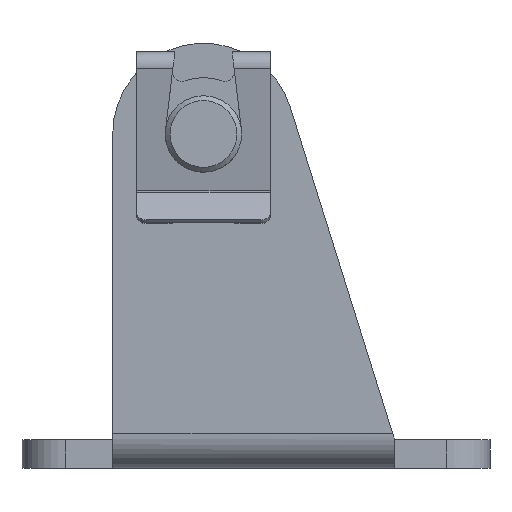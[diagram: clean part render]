
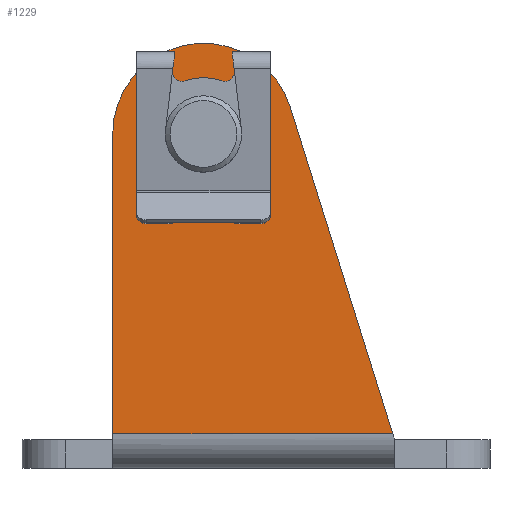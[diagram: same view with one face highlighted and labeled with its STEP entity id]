
A CAD part, top view. The second image highlights one B-rep face of the part: STEP entity #1229.
In plain terms, the highlighted planar face has unit normal (0, 0, 1).
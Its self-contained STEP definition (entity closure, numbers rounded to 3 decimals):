
#93=CIRCLE('',#1344,9.5);
#96=CIRCLE('',#1353,4.);
#200=ORIENTED_EDGE('',*,*,#536,.T.);
#201=ORIENTED_EDGE('',*,*,#499,.F.);
#202=ORIENTED_EDGE('',*,*,#513,.F.);
#203=ORIENTED_EDGE('',*,*,#530,.F.);
#204=ORIENTED_EDGE('',*,*,#523,.T.);
#499=EDGE_CURVE('',#673,#674,#794,.T.);
#513=EDGE_CURVE('',#686,#673,#803,.T.);
#523=EDGE_CURVE('',#693,#674,#93,.F.);
#530=EDGE_CURVE('',#693,#686,#813,.T.);
#536=EDGE_CURVE('',#700,#700,#96,.T.);
#673=VERTEX_POINT('',#1881);
#674=VERTEX_POINT('',#1883);
#686=VERTEX_POINT('',#1910);
#693=VERTEX_POINT('',#1932);
#700=VERTEX_POINT('',#1956);
#794=LINE('',#1882,#896);
#803=LINE('',#1911,#905);
#813=LINE('',#1945,#915);
#896=VECTOR('',#1483,1000.);
#905=VECTOR('',#1506,1000.);
#915=VECTOR('',#1542,1000.);
#1006=EDGE_LOOP('',(#200));
#1007=EDGE_LOOP('',(#201,#202,#203,#204));
#1100=FACE_BOUND('',#1006,.T.);
#1101=FACE_BOUND('',#1007,.T.);
#1190=PLANE('',#1352);
#1229=ADVANCED_FACE('',(#1100,#1101),#1190,.F.);
#1344=AXIS2_PLACEMENT_3D('',#1931,#1527,#1528);
#1352=AXIS2_PLACEMENT_3D('',#1954,#1551,#1552);
#1353=AXIS2_PLACEMENT_3D('',#1955,#1553,#1554);
#1483=DIRECTION('',(0.,1.,0.));
#1506=DIRECTION('',(-1.,0.,0.));
#1527=DIRECTION('',(0.,0.,-1.));
#1528=DIRECTION('',(-1.,0.,0.));
#1542=DIRECTION('',(0.299,-0.954,0.));
#1551=DIRECTION('',(0.,0.,-1.));
#1552=DIRECTION('',(-1.,0.,0.));
#1553=DIRECTION('',(0.,0.,-1.));
#1554=DIRECTION('',(-1.,0.,0.));
#1881=CARTESIAN_POINT('',(-15.,3.604,7.55));
#1882=CARTESIAN_POINT('',(-15.,44.5,7.55));
#1883=CARTESIAN_POINT('',(-15.,35.,7.55));
#1910=CARTESIAN_POINT('',(14.31,3.604,7.55));
#1911=CARTESIAN_POINT('',(30.,3.604,7.55));
#1931=CARTESIAN_POINT('',(-5.5,35.,7.55));
#1932=CARTESIAN_POINT('',(3.564,37.845,7.55));
#1945=CARTESIAN_POINT('',(4.033,36.35,7.55));
#1954=CARTESIAN_POINT('',(30.,44.5,7.55));
#1955=CARTESIAN_POINT('',(-5.5,35.,7.55));
#1956=CARTESIAN_POINT('',(-9.5,35.,7.55));
